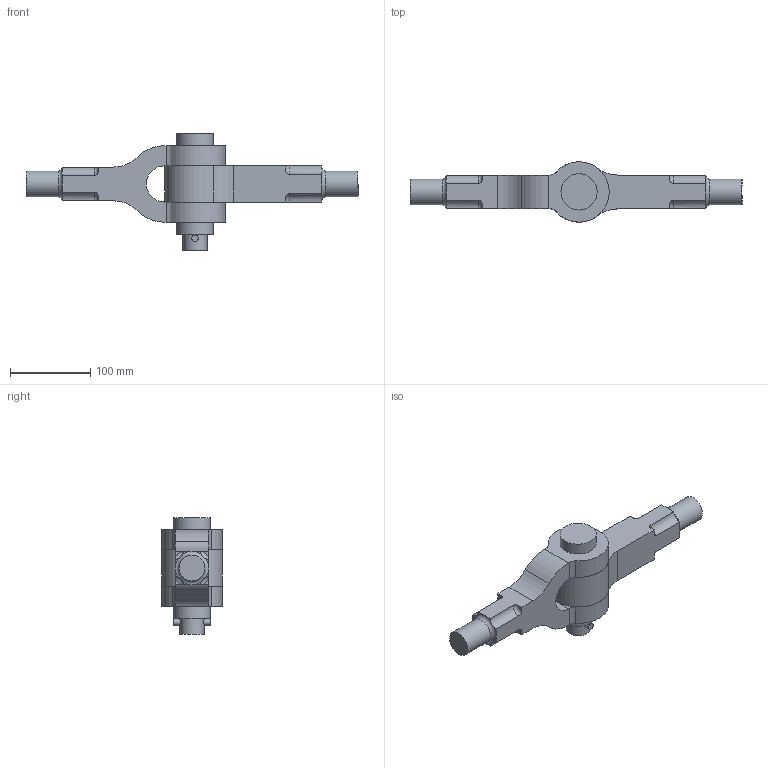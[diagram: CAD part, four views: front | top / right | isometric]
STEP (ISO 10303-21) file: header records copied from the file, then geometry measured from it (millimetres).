
FILE_DESCRIPTION(/* description */ (''),/* implementation_level */ '2;1');
FILE_NAME(/* name */ 'Knuckle Joint.step',/* time_stamp */ '2020-12-21T01:26:09+06:00',/* author */ (''),/* organization */ (''),/* preprocessor_version */ 'ST-DEVELOPER v18.1',/* originating_system */ 'Autodesk Translation Framework v9.7.1.1290',/* authorisation */ '');
FILE_SCHEMA (('AUTOMOTIVE_DESIGN { 1 0 10303 214 3 1 1 }'));
Length unit declared in the file: millimetre
Products named in the file (6): knuckle joint; Eye Rod; Pin; Washer; Taper Pin; Fork
Assembly tree (5 placements, depth 2):
  knuckle joint
    Eye Rod
    Pin
    Washer
    Taper Pin
    Fork
Bounding box: 412.5 x 75 x 145 mm (x, y, z)
Volume: 1027438.8 mm3; surface area: 133904.2 mm2
Topology: 5 solids, 5 shells, 86 faces, 220 edges, 145 vertices
Faces by surface type: plane 43, cylinder 33, torus 10
Full cylindrical faces by diameter (mm): 7 x1, 8 x1, 30 x5, 32 x2, 45 x2
Entity records: 3054 total; most frequent: CARTESIAN_POINT 659, DIRECTION 517, ORIENTED_EDGE 440, EDGE_CURVE 220, AXIS2_PLACEMENT_3D 212, VERTEX_POINT 145, CIRCLE 115, EDGE_LOOP 97
